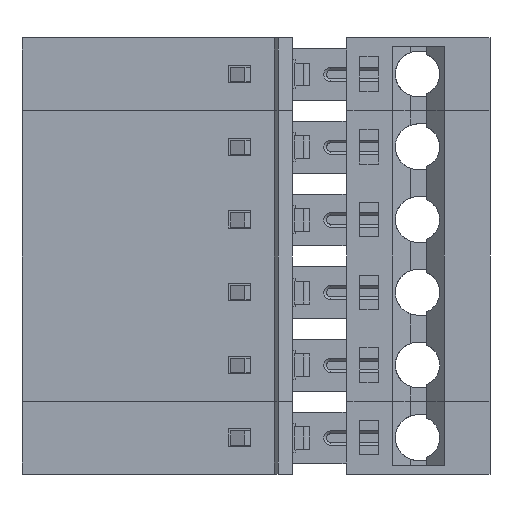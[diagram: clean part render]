
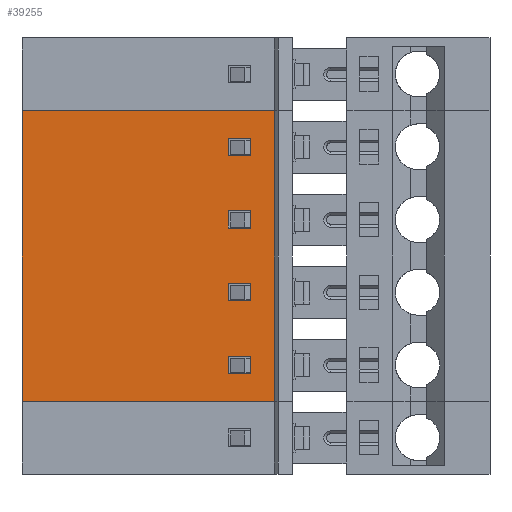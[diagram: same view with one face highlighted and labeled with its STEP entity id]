
A CAD part, left-side view. The second image highlights one B-rep face of the part: STEP entity #39255.
In plain terms, the highlighted planar face has unit normal (-1, 0, 0).
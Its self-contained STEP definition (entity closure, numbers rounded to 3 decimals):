
#1837=ORIENTED_EDGE('',*,*,#10020,.T.);
#1838=ORIENTED_EDGE('',*,*,#9253,.T.);
#1839=ORIENTED_EDGE('',*,*,#10021,.F.);
#1840=ORIENTED_EDGE('',*,*,#10022,.F.);
#1841=ORIENTED_EDGE('',*,*,#10023,.T.);
#1842=ORIENTED_EDGE('',*,*,#10024,.T.);
#1843=ORIENTED_EDGE('',*,*,#10025,.T.);
#1844=ORIENTED_EDGE('',*,*,#10026,.T.);
#1845=ORIENTED_EDGE('',*,*,#10027,.T.);
#1846=ORIENTED_EDGE('',*,*,#10028,.T.);
#1847=ORIENTED_EDGE('',*,*,#10029,.T.);
#1848=ORIENTED_EDGE('',*,*,#10030,.T.);
#1849=ORIENTED_EDGE('',*,*,#10031,.T.);
#1850=ORIENTED_EDGE('',*,*,#10032,.T.);
#1851=ORIENTED_EDGE('',*,*,#10033,.T.);
#1852=ORIENTED_EDGE('',*,*,#10034,.T.);
#1853=ORIENTED_EDGE('',*,*,#10035,.T.);
#1854=ORIENTED_EDGE('',*,*,#10036,.T.);
#1855=ORIENTED_EDGE('',*,*,#10037,.T.);
#1856=ORIENTED_EDGE('',*,*,#10038,.T.);
#9253=EDGE_CURVE('',#13608,#13619,#16425,.T.);
#10020=EDGE_CURVE('',#14164,#13608,#17121,.T.);
#10021=EDGE_CURVE('',#14165,#13619,#17122,.T.);
#10022=EDGE_CURVE('',#14164,#14165,#17123,.T.);
#10023=EDGE_CURVE('',#14166,#14167,#17124,.T.);
#10024=EDGE_CURVE('',#14167,#14168,#17125,.T.);
#10025=EDGE_CURVE('',#14168,#14169,#17126,.T.);
#10026=EDGE_CURVE('',#14169,#14166,#17127,.T.);
#10027=EDGE_CURVE('',#14170,#14171,#17128,.T.);
#10028=EDGE_CURVE('',#14171,#14172,#17129,.T.);
#10029=EDGE_CURVE('',#14172,#14173,#17130,.T.);
#10030=EDGE_CURVE('',#14173,#14170,#17131,.T.);
#10031=EDGE_CURVE('',#14174,#14175,#17132,.T.);
#10032=EDGE_CURVE('',#14175,#14176,#17133,.T.);
#10033=EDGE_CURVE('',#14176,#14177,#17134,.T.);
#10034=EDGE_CURVE('',#14177,#14174,#17135,.T.);
#10035=EDGE_CURVE('',#14178,#14179,#17136,.T.);
#10036=EDGE_CURVE('',#14179,#14180,#17137,.T.);
#10037=EDGE_CURVE('',#14180,#14181,#17138,.T.);
#10038=EDGE_CURVE('',#14181,#14178,#17139,.T.);
#13608=VERTEX_POINT('',#49963);
#13619=VERTEX_POINT('',#49985);
#14164=VERTEX_POINT('',#51502);
#14165=VERTEX_POINT('',#51504);
#14166=VERTEX_POINT('',#51507);
#14167=VERTEX_POINT('',#51508);
#14168=VERTEX_POINT('',#51510);
#14169=VERTEX_POINT('',#51512);
#14170=VERTEX_POINT('',#51515);
#14171=VERTEX_POINT('',#51516);
#14172=VERTEX_POINT('',#51518);
#14173=VERTEX_POINT('',#51520);
#14174=VERTEX_POINT('',#51523);
#14175=VERTEX_POINT('',#51524);
#14176=VERTEX_POINT('',#51526);
#14177=VERTEX_POINT('',#51528);
#14178=VERTEX_POINT('',#51531);
#14179=VERTEX_POINT('',#51532);
#14180=VERTEX_POINT('',#51534);
#14181=VERTEX_POINT('',#51536);
#16425=LINE('',#49986,#20443);
#17121=LINE('',#51501,#21139);
#17122=LINE('',#51503,#21140);
#17123=LINE('',#51505,#21141);
#17124=LINE('',#51506,#21142);
#17125=LINE('',#51509,#21143);
#17126=LINE('',#51511,#21144);
#17127=LINE('',#51513,#21145);
#17128=LINE('',#51514,#21146);
#17129=LINE('',#51517,#21147);
#17130=LINE('',#51519,#21148);
#17131=LINE('',#51521,#21149);
#17132=LINE('',#51522,#21150);
#17133=LINE('',#51525,#21151);
#17134=LINE('',#51527,#21152);
#17135=LINE('',#51529,#21153);
#17136=LINE('',#51530,#21154);
#17137=LINE('',#51533,#21155);
#17138=LINE('',#51535,#21156);
#17139=LINE('',#51537,#21157);
#20443=VECTOR('',#42344,1000.);
#21139=VECTOR('',#43590,1000.);
#21140=VECTOR('',#43591,1000.);
#21141=VECTOR('',#43592,1000.);
#21142=VECTOR('',#43593,1000.);
#21143=VECTOR('',#43594,1000.);
#21144=VECTOR('',#43595,1000.);
#21145=VECTOR('',#43596,1000.);
#21146=VECTOR('',#43597,1000.);
#21147=VECTOR('',#43598,1000.);
#21148=VECTOR('',#43599,1000.);
#21149=VECTOR('',#43600,1000.);
#21150=VECTOR('',#43601,1000.);
#21151=VECTOR('',#43602,1000.);
#21152=VECTOR('',#43603,1000.);
#21153=VECTOR('',#43604,1000.);
#21154=VECTOR('',#43605,1000.);
#21155=VECTOR('',#43606,1000.);
#21156=VECTOR('',#43607,1000.);
#21157=VECTOR('',#43608,1000.);
#24675=EDGE_LOOP('',(#1837,#1838,#1839,#1840));
#24676=EDGE_LOOP('',(#1841,#1842,#1843,#1844));
#24677=EDGE_LOOP('',(#1845,#1846,#1847,#1848));
#24678=EDGE_LOOP('',(#1849,#1850,#1851,#1852));
#24679=EDGE_LOOP('',(#1853,#1854,#1855,#1856));
#26225=FACE_BOUND('',#24675,.T.);
#26226=FACE_BOUND('',#24676,.T.);
#26227=FACE_BOUND('',#24677,.T.);
#26228=FACE_BOUND('',#24678,.T.);
#26229=FACE_BOUND('',#24679,.T.);
#27731=PLANE('',#40794);
#39255=ADVANCED_FACE('',(#26225,#26226,#26227,#26228,#26229),#27731,.F.);
#40794=AXIS2_PLACEMENT_3D('',#51500,#43588,#43589);
#42344=DIRECTION('',(0.,-1.,0.));
#43588=DIRECTION('',(1.,0.,0.));
#43589=DIRECTION('',(0.,-1.,0.));
#43590=DIRECTION('',(0.,0.,-1.));
#43591=DIRECTION('',(0.,0.,-1.));
#43592=DIRECTION('',(0.,-1.,0.));
#43593=DIRECTION('',(0.,-1.,0.));
#43594=DIRECTION('',(0.,0.,-1.));
#43595=DIRECTION('',(0.,1.,0.));
#43596=DIRECTION('',(0.,0.,1.));
#43597=DIRECTION('',(0.,-1.,0.));
#43598=DIRECTION('',(0.,0.,-1.));
#43599=DIRECTION('',(0.,1.,0.));
#43600=DIRECTION('',(0.,0.,1.));
#43601=DIRECTION('',(0.,-1.,0.));
#43602=DIRECTION('',(0.,0.,-1.));
#43603=DIRECTION('',(0.,1.,0.));
#43604=DIRECTION('',(0.,0.,1.));
#43605=DIRECTION('',(0.,-1.,0.));
#43606=DIRECTION('',(0.,0.,-1.));
#43607=DIRECTION('',(0.,1.,0.));
#43608=DIRECTION('',(0.,0.,1.));
#49963=CARTESIAN_POINT('',(-3.4,0.,0.));
#49985=CARTESIAN_POINT('',(-3.4,-8.816,0.));
#49986=CARTESIAN_POINT('',(-3.4,0.,0.));
#51500=CARTESIAN_POINT('',(-3.4,-9.45,5.08));
#51501=CARTESIAN_POINT('',(-3.4,0.,5.08));
#51502=CARTESIAN_POINT('',(-3.4,0.,10.16));
#51503=CARTESIAN_POINT('',(-3.4,-8.816,5.08));
#51504=CARTESIAN_POINT('',(-3.4,-8.816,10.16));
#51505=CARTESIAN_POINT('',(-3.4,-9.45,10.16));
#51506=CARTESIAN_POINT('',(-3.4,-9.45,1.578));
#51507=CARTESIAN_POINT('',(-3.4,-7.2,1.578));
#51508=CARTESIAN_POINT('',(-3.4,-8.,1.578));
#51509=CARTESIAN_POINT('',(-3.4,-8.,2.54));
#51510=CARTESIAN_POINT('',(-3.4,-8.,0.978));
#51511=CARTESIAN_POINT('',(-3.4,-9.45,0.978));
#51512=CARTESIAN_POINT('',(-3.4,-7.2,0.978));
#51513=CARTESIAN_POINT('',(-3.4,-7.2,2.54));
#51514=CARTESIAN_POINT('',(-3.4,-9.45,4.118));
#51515=CARTESIAN_POINT('',(-3.4,-7.2,4.118));
#51516=CARTESIAN_POINT('',(-3.4,-8.,4.118));
#51517=CARTESIAN_POINT('',(-3.4,-8.,5.08));
#51518=CARTESIAN_POINT('',(-3.4,-8.,3.518));
#51519=CARTESIAN_POINT('',(-3.4,-9.45,3.518));
#51520=CARTESIAN_POINT('',(-3.4,-7.2,3.518));
#51521=CARTESIAN_POINT('',(-3.4,-7.2,5.08));
#51522=CARTESIAN_POINT('',(-3.4,-9.45,6.658));
#51523=CARTESIAN_POINT('',(-3.4,-7.2,6.658));
#51524=CARTESIAN_POINT('',(-3.4,-8.,6.658));
#51525=CARTESIAN_POINT('',(-3.4,-8.,7.62));
#51526=CARTESIAN_POINT('',(-3.4,-8.,6.058));
#51527=CARTESIAN_POINT('',(-3.4,-9.45,6.058));
#51528=CARTESIAN_POINT('',(-3.4,-7.2,6.058));
#51529=CARTESIAN_POINT('',(-3.4,-7.2,7.62));
#51530=CARTESIAN_POINT('',(-3.4,-9.45,9.198));
#51531=CARTESIAN_POINT('',(-3.4,-7.2,9.198));
#51532=CARTESIAN_POINT('',(-3.4,-8.,9.198));
#51533=CARTESIAN_POINT('',(-3.4,-8.,10.16));
#51534=CARTESIAN_POINT('',(-3.4,-8.,8.598));
#51535=CARTESIAN_POINT('',(-3.4,-9.45,8.598));
#51536=CARTESIAN_POINT('',(-3.4,-7.2,8.598));
#51537=CARTESIAN_POINT('',(-3.4,-7.2,10.16));
